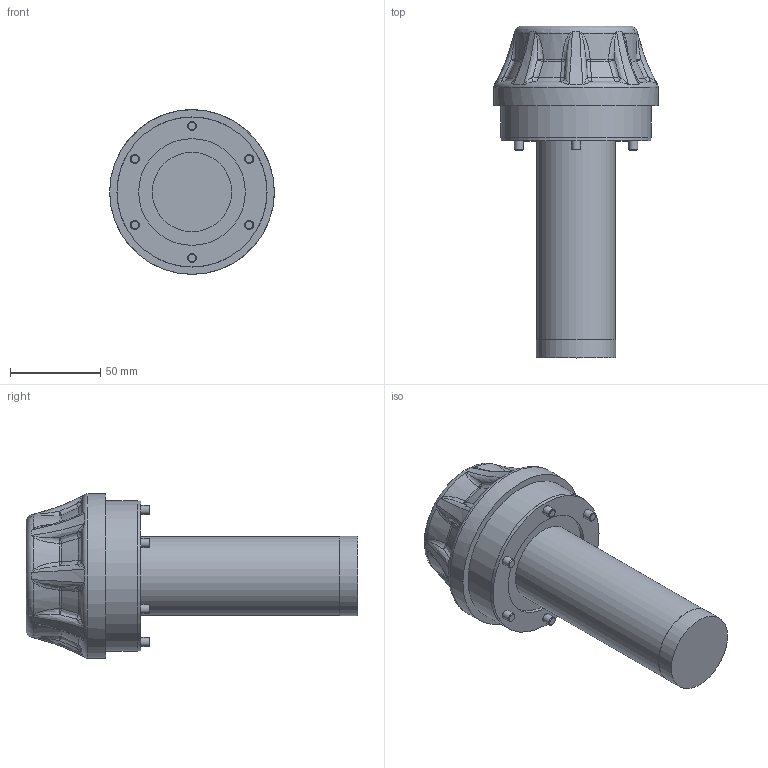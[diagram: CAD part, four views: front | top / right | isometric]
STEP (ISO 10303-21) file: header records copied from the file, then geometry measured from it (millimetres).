
FILE_DESCRIPTION((''),'2;1');
FILE_NAME('TAP90B-R_01.stp','2012-09-07T09:47:50',('cad10'),(''),'Autodesk Inventor 2010','Autodesk Inventor 2010','');
FILE_SCHEMA(('CONFIG_CONTROL_DESIGN'));
Length unit declared in the file: millimetre
Products named in the file (1): TAP90_Contorno semplificato_1
Bounding box: 91 x 183.5 x 91 mm (x, y, z)
Volume: 495621.5 mm3; surface area: 44782.2 mm2
Topology: 1 solids, 1 shells, 209 faces, 469 edges, 241 vertices
Faces by surface type: bspline 152, plane 21, cylinder 20, cone 14, torus 2
Full cylindrical faces by diameter (mm): 5 x6, 43.7 x1, 44 x1, 59 x1, 82.9 x1, 83 x1, 91 x1
Entity records: 8912 total; most frequent: CARTESIAN_POINT 5100, ORIENTED_EDGE 830, DIRECTION 530, EDGE_CURVE 415, AXIS2_PLACEMENT_3D 265, EDGE_LOOP 240, VERTEX_POINT 239, STYLED_ITEM 210
